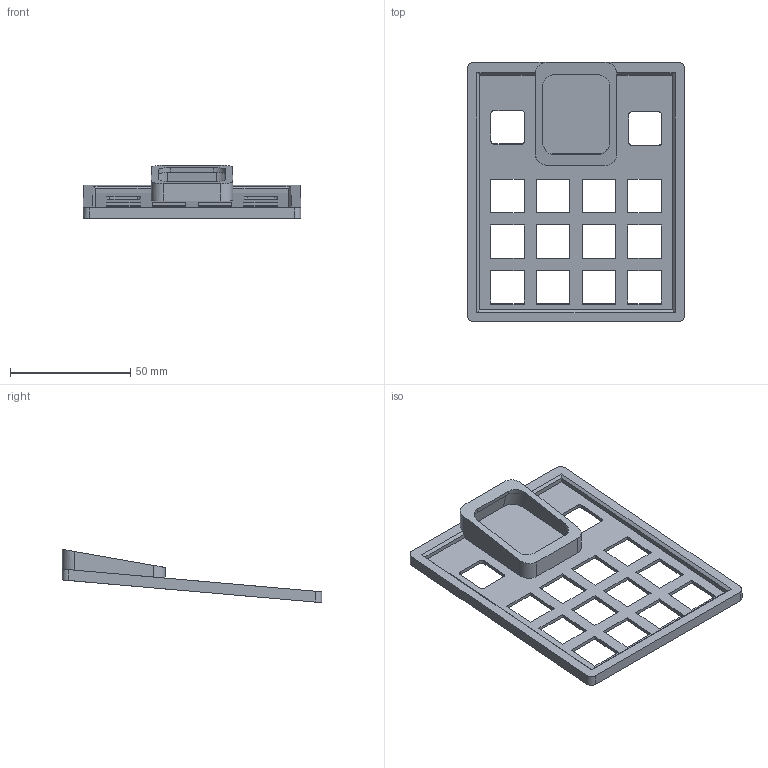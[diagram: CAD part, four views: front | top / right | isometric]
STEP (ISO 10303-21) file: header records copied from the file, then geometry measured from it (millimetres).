
FILE_DESCRIPTION(/* description */ (''),/* implementation_level */ '2;1');
FILE_NAME(/* name */ 'Plate.step',/* time_stamp */ '2025-09-18T22:44:52+05:30',/* author */ (''),/* organization */ (''),/* preprocessor_version */ 'ST-DEVELOPER v20.1',/* originating_system */ 'Autodesk Translation Framework v14.17.0.0',/* authorisation */ '');
FILE_SCHEMA (('AUTOMOTIVE_DESIGN { 1 0 10303 214 3 1 1 }','FEATURE_BASED_PROCESS_PLANNING'));
Length unit declared in the file: millimetre
Products named in the file (1): FusionComponent
Bounding box: 90.47 x 108.01 x 22.18 mm (x, y, z)
Volume: 18024.6 mm3; surface area: 21188.6 mm2
Topology: 1 solids, 1 shells, 132 faces, 365 edges, 242 vertices
Faces by surface type: plane 98, cylinder 34
Full cylindrical faces by diameter (mm): 3.5 x4
Entity records: 4285 total; most frequent: CARTESIAN_POINT 740, ORIENTED_EDGE 730, DIRECTION 703, EDGE_CURVE 365, LINE 293, VECTOR 293, VERTEX_POINT 242, AXIS2_PLACEMENT_3D 205
